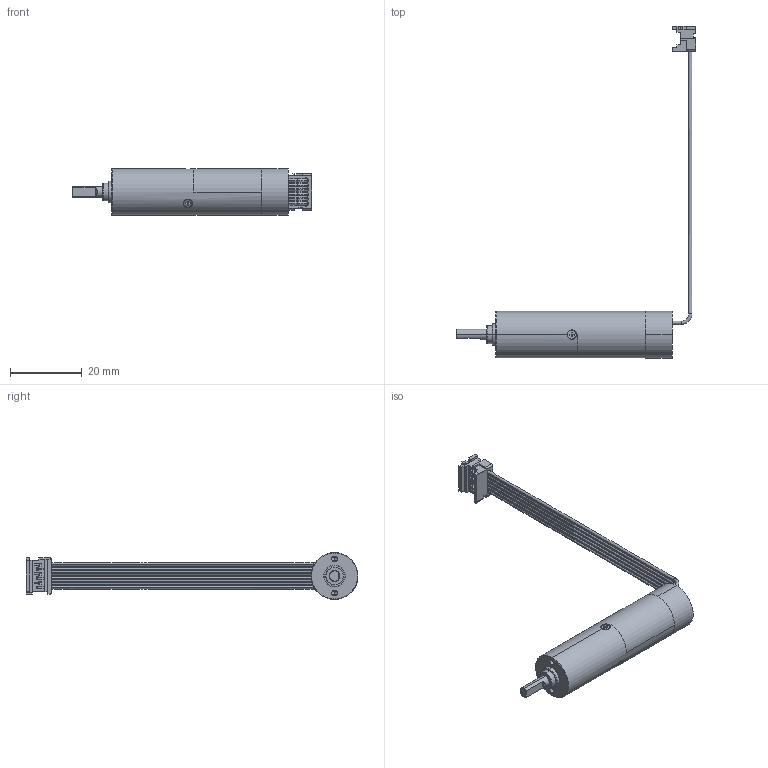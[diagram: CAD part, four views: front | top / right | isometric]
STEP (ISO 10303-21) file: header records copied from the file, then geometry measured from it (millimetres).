
FILE_DESCRIPTION((''),'2;1');
FILE_NAME('4696320000826_SW0001','2023-04-28T13:27:13',('BU5.RD'),(''),'CREO PARAMETRIC BY PTC INC, 2018100','CREO PARAMETRIC BY PTC INC, 2018100','');
FILE_SCHEMA(('CONFIG_CONTROL_DESIGN'));
Length unit declared in the file: millimetre
Products named in the file (1): 4696320000826_SW0001
Bounding box: 66.6 x 92.26 x 13.01 mm (x, y, z)
Volume: 7286.3 mm3; surface area: 4338.4 mm2
Topology: 1 solids, 1 shells, 618 faces, 1677 edges, 1083 vertices
Faces by surface type: plane 394, cylinder 129, bspline 66, cone 29
Entity records: 21812 total; most frequent: CARTESIAN_POINT 6577, ORIENTED_EDGE 3346, DIRECTION 2822, EDGE_CURVE 1673, VECTOR 1218, LINE 1218, VERTEX_POINT 1083, AXIS2_PLACEMENT_3D 802
